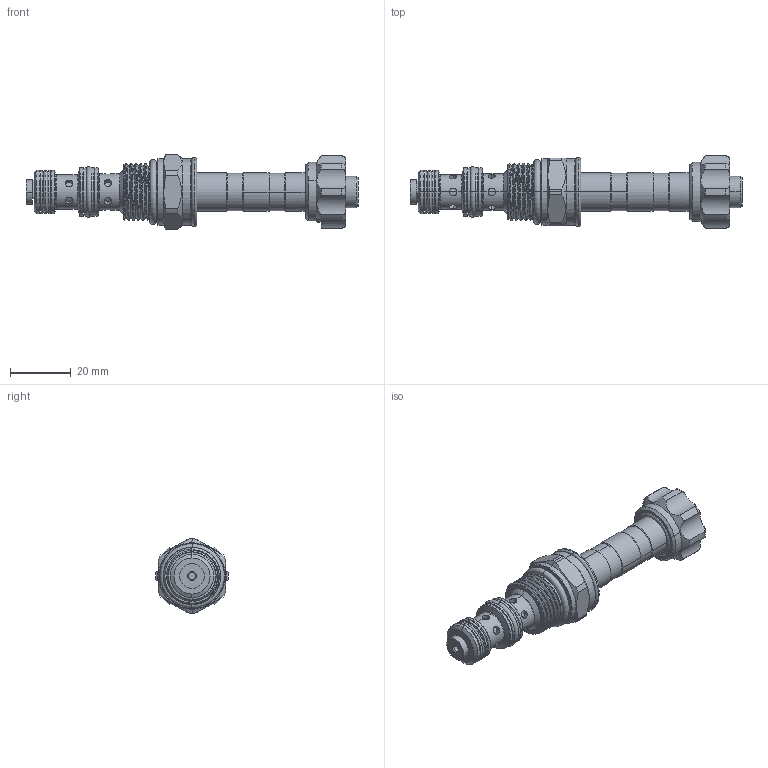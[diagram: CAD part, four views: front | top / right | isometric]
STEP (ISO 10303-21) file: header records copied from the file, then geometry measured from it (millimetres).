
FILE_DESCRIPTION (( 'STEP AP203' ), '1' );
FILE_NAME ('ES08W3A10M04.STEP', '2020-04-09T05:41:41', ( '' ), ( '' ), 'SwSTEP 2.0', 'SolidWorks 2018', '' );
FILE_SCHEMA (( 'CONFIG_CONTROL_DESIGN' ));
Length unit declared in the file: millimetre
Products named in the file (1): ES08W3A10M04
Bounding box: 108.96 x 23.79 x 24.65 mm (x, y, z)
Volume: 21297.1 mm3; surface area: 9283.1 mm2
Topology: 4 solids, 4 shells, 280 faces, 632 edges, 385 vertices
Faces by surface type: cylinder 136, torus 62, plane 40, cone 39, bspline 3
Entity records: 9999 total; most frequent: CARTESIAN_POINT 3653, DIRECTION 1394, ORIENTED_EDGE 1264, EDGE_CURVE 632, AXIS2_PLACEMENT_3D 604, VERTEX_POINT 385, CIRCLE 326, EDGE_LOOP 313
